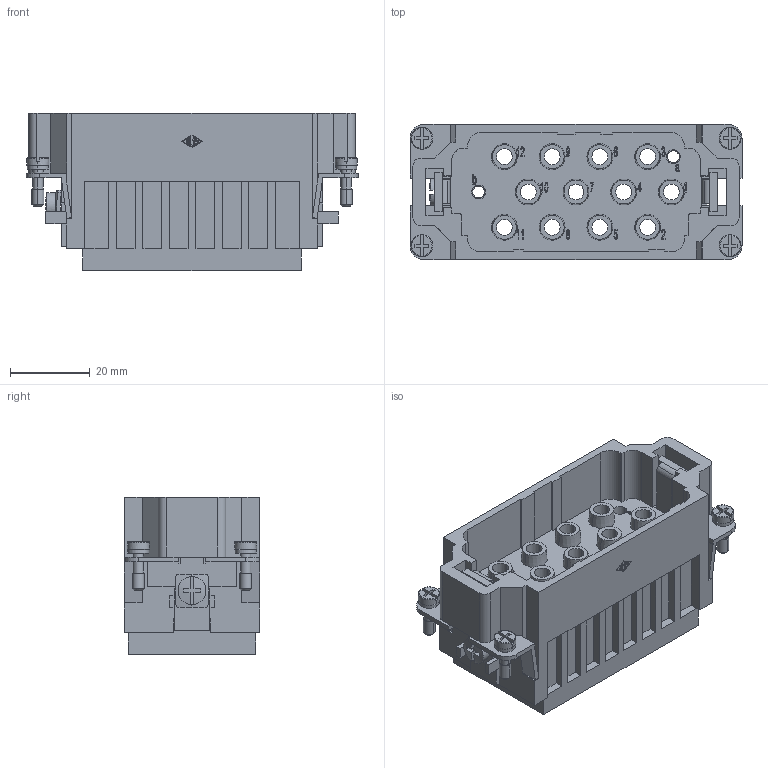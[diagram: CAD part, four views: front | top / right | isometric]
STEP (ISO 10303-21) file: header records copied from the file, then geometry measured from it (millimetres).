
FILE_DESCRIPTION((''),'2;1');
FILE_NAME('CXM 12_2.stp','2006-10-25T14:53:17',('gembarski'),(''),'Autodesk Inventor 7','Autodesk Inventor 7','');
FILE_SCHEMA(('AUTOMOTIVE_DESIGN { 1 0 10303 214 1 1 1 1 }'));
Length unit declared in the file: millimetre
Products named in the file (1): CXM 12_2
Bounding box: 83.5 x 34 x 39.5 mm (x, y, z)
Volume: 48777.7 mm3; surface area: 28905.4 mm2
Topology: 1 solids, 1 shells, 1122 faces, 3024 edges, 1995 vertices
Faces by surface type: plane 510, bspline 458, cylinder 114, cone 28, torus 8, sphere 4
Entity records: 37256 total; most frequent: CARTESIAN_POINT 11032, ORIENTED_EDGE 6052, DIRECTION 4243, EDGE_CURVE 3026, VECTOR 2023, LINE 2023, VERTEX_POINT 1995, EDGE_LOOP 1265
